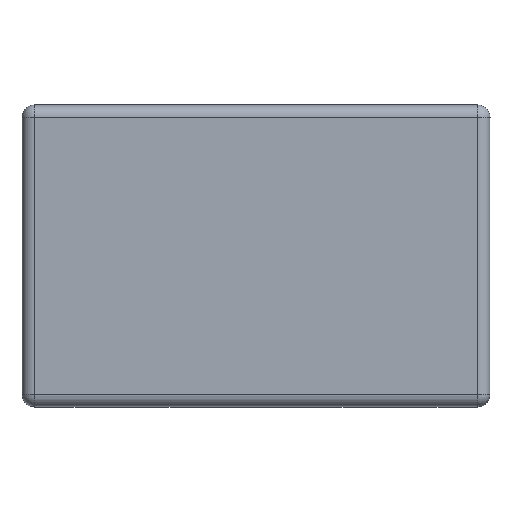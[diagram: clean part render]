
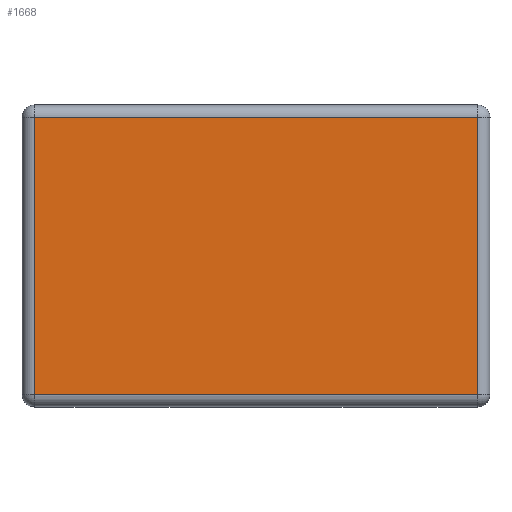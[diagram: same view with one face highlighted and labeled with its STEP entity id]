
A CAD part, top view. The second image highlights one B-rep face of the part: STEP entity #1668.
In plain terms, the highlighted planar face has unit normal (0, 0, 1).
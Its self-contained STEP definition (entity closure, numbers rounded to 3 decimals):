
#88=FACE_OUTER_BOUND('',#178,.T.);
#178=EDGE_LOOP('',(#1233,#1234,#1235,#1236));
#312=LINE('',#2492,#536);
#315=LINE('',#2503,#539);
#316=LINE('',#2505,#540);
#318=LINE('',#2508,#542);
#536=VECTOR('',#2020,10.);
#539=VECTOR('',#2035,10.);
#540=VECTOR('',#2038,10.);
#542=VECTOR('',#2042,10.);
#743=VERTEX_POINT('',#2465);
#746=VERTEX_POINT('',#2475);
#748=VERTEX_POINT('',#2484);
#751=VERTEX_POINT('',#2496);
#927=EDGE_CURVE('',#743,#748,#312,.T.);
#933=EDGE_CURVE('',#748,#751,#315,.T.);
#934=EDGE_CURVE('',#751,#746,#316,.T.);
#936=EDGE_CURVE('',#746,#743,#318,.T.);
#1233=ORIENTED_EDGE('',*,*,#927,.F.);
#1234=ORIENTED_EDGE('',*,*,#936,.F.);
#1235=ORIENTED_EDGE('',*,*,#934,.F.);
#1236=ORIENTED_EDGE('',*,*,#933,.F.);
#1578=PLANE('',#1801);
#1668=ADVANCED_FACE('',(#88),#1578,.T.);
#1801=AXIS2_PLACEMENT_3D('',#2520,#2053,#2054);
#2020=DIRECTION('',(0.,-1.,0.));
#2035=DIRECTION('',(-1.,0.,0.));
#2038=DIRECTION('',(0.,1.,0.));
#2042=DIRECTION('',(1.,0.,0.));
#2053=DIRECTION('center_axis',(0.,0.,1.));
#2054=DIRECTION('ref_axis',(1.,0.,0.));
#2465=CARTESIAN_POINT('',(18.,11.25,1.5));
#2475=CARTESIAN_POINT('',(-18.,11.25,1.5));
#2484=CARTESIAN_POINT('',(18.,-11.25,1.5));
#2492=CARTESIAN_POINT('',(18.,-6.125,1.5));
#2496=CARTESIAN_POINT('',(-18.,-11.25,1.5));
#2503=CARTESIAN_POINT('',(-9.5,-11.25,1.5));
#2505=CARTESIAN_POINT('',(-18.,6.125,1.5));
#2508=CARTESIAN_POINT('',(9.5,11.25,1.5));
#2520=CARTESIAN_POINT('Origin',(0.,0.,
1.5));
